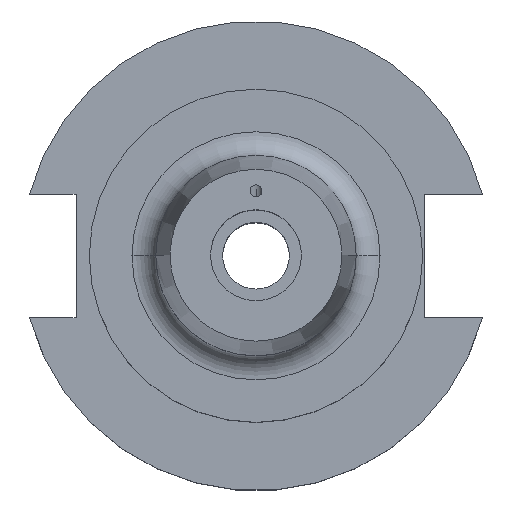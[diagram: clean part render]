
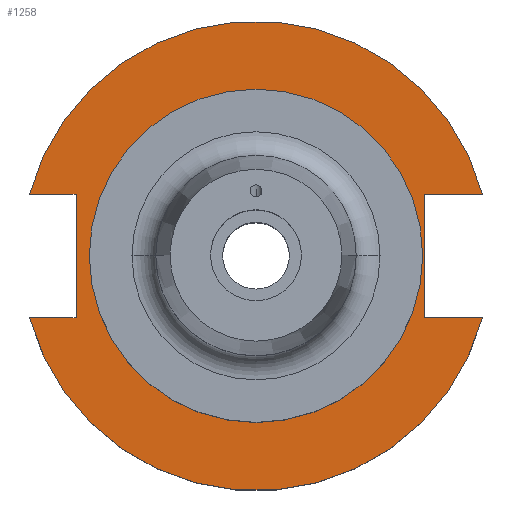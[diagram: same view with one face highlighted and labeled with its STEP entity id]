
A CAD part, top view. The second image highlights one B-rep face of the part: STEP entity #1258.
In plain terms, the highlighted planar face has unit normal (0, 0, 1).
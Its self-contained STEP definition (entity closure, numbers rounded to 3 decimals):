
#35 = DIRECTION ( 'NONE',  ( 1., 0., 0. ) ) ;
#41 = VERTEX_POINT ( 'NONE', #284 ) ;
#114 = AXIS2_PLACEMENT_3D ( 'NONE', #1106, #1751, #1431 ) ;
#115 = VECTOR ( 'NONE', #327, 1000. ) ;
#163 = CARTESIAN_POINT ( 'NONE',  ( -47.477, 12.954, 19.05 ) ) ;
#171 = CARTESIAN_POINT ( 'NONE',  ( -37.719, 12.954, 19.05 ) ) ;
#176 = CIRCLE ( 'NONE', #834, 49.212 ) ;
#215 = ORIENTED_EDGE ( 'NONE', *, *, #1731, .F. ) ;
#242 = ORIENTED_EDGE ( 'NONE', *, *, #830, .F. ) ;
#252 = EDGE_CURVE ( 'NONE', #1080, #721, #659, .T. ) ;
#284 = CARTESIAN_POINT ( 'NONE',  ( 35.306, -12.954, 19.05 ) ) ;
#291 = ORIENTED_EDGE ( 'NONE', *, *, #1683, .F. ) ;
#292 = DIRECTION ( 'NONE',  ( 0., 0., 1. ) ) ;
#317 = PLANE ( 'NONE',  #114 ) ;
#327 = DIRECTION ( 'NONE',  ( 0., 1., 0. ) ) ;
#337 = DIRECTION ( 'NONE',  ( 0., 0., 1. ) ) ;
#352 = LINE ( 'NONE', #353, #2056 ) ;
#353 = CARTESIAN_POINT ( 'NONE',  ( 35.306, 12.954, 19.05 ) ) ;
#390 = EDGE_CURVE ( 'NONE', #543, #41, #638, .T. ) ;
#426 = CARTESIAN_POINT ( 'NONE',  ( 47.477, 12.954, 19.05 ) ) ;
#534 = LINE ( 'NONE', #171, #115 ) ;
#543 = VERTEX_POINT ( 'NONE', #769 ) ;
#563 = EDGE_LOOP ( 'NONE', ( #1286, #951 ) ) ;
#568 = CARTESIAN_POINT ( 'NONE',  ( 0., 0., 19.05 ) ) ;
#569 = DIRECTION ( 'NONE',  ( 0., -1., 0. ) ) ;
#570 = LINE ( 'NONE', #1867, #954 ) ;
#600 = AXIS2_PLACEMENT_3D ( 'NONE', #1287, #337, #1451 ) ;
#604 = CARTESIAN_POINT ( 'NONE',  ( -37.719, 12.954, 19.05 ) ) ;
#638 = LINE ( 'NONE', #1360, #792 ) ;
#655 = AXIS2_PLACEMENT_3D ( 'NONE', #568, #1697, #735 ) ;
#659 = CIRCLE ( 'NONE', #695, 34.925 ) ;
#675 = EDGE_CURVE ( 'NONE', #721, #1080, #1054, .T. ) ;
#695 = AXIS2_PLACEMENT_3D ( 'NONE', #783, #1280, #1119 ) ;
#703 = VECTOR ( 'NONE', #989, 1000. ) ;
#719 = EDGE_CURVE ( 'NONE', #1354, #1266, #176, .T. ) ;
#721 = VERTEX_POINT ( 'NONE', #766 ) ;
#735 = DIRECTION ( 'NONE',  ( 1., 0., 0. ) ) ;
#766 = CARTESIAN_POINT ( 'NONE',  ( -34.925, 0., 19.05 ) ) ;
#769 = CARTESIAN_POINT ( 'NONE',  ( 35.306, 12.954, 19.05 ) ) ;
#783 = CARTESIAN_POINT ( 'NONE',  ( 0., 0., 19.05 ) ) ;
#792 = VECTOR ( 'NONE', #569, 1000. ) ;
#830 = EDGE_CURVE ( 'NONE', #1038, #1184, #534, .T. ) ;
#834 = AXIS2_PLACEMENT_3D ( 'NONE', #1241, #292, #1403 ) ;
#842 = FACE_OUTER_BOUND ( 'NONE', #1348, .T. ) ;
#861 = ORIENTED_EDGE ( 'NONE', *, *, #719, .T. ) ;
#925 = LINE ( 'NONE', #1124, #1242 ) ;
#933 = ORIENTED_EDGE ( 'NONE', *, *, #390, .F. ) ;
#951 = ORIENTED_EDGE ( 'NONE', *, *, #675, .F. ) ;
#954 = VECTOR ( 'NONE', #1556, 1000. ) ;
#989 = DIRECTION ( 'NONE',  ( -1., 0., 0. ) ) ;
#1018 = LINE ( 'NONE', #1962, #703 ) ;
#1038 = VERTEX_POINT ( 'NONE', #1838 ) ;
#1054 = CIRCLE ( 'NONE', #600, 34.925 ) ;
#1080 = VERTEX_POINT ( 'NONE', #1844 ) ;
#1088 = EDGE_CURVE ( 'NONE', #2018, #1812, #1499, .T. ) ;
#1106 = CARTESIAN_POINT ( 'NONE',  ( 0., 49.212, 19.05 ) ) ;
#1114 = ORIENTED_EDGE ( 'NONE', *, *, #1384, .F. ) ;
#1119 = DIRECTION ( 'NONE',  ( 1., 0., 0. ) ) ;
#1124 = CARTESIAN_POINT ( 'NONE',  ( -63.719, -12.954, 19.05 ) ) ;
#1162 = CARTESIAN_POINT ( 'NONE',  ( 47.477, -12.954, 19.05 ) ) ;
#1184 = VERTEX_POINT ( 'NONE', #604 ) ;
#1190 = FACE_BOUND ( 'NONE', #563, .T. ) ;
#1241 = CARTESIAN_POINT ( 'NONE',  ( 0., 0., 19.05 ) ) ;
#1242 = VECTOR ( 'NONE', #35, 1000. ) ;
#1258 = ADVANCED_FACE ( 'NONE', ( #1190, #842 ), #317, .T. ) ;
#1266 = VERTEX_POINT ( 'NONE', #163 ) ;
#1280 = DIRECTION ( 'NONE',  ( 0., 0., 1. ) ) ;
#1286 = ORIENTED_EDGE ( 'NONE', *, *, #252, .F. ) ;
#1287 = CARTESIAN_POINT ( 'NONE',  ( 0., 0., 19.05 ) ) ;
#1348 = EDGE_LOOP ( 'NONE', ( #2011, #1114, #933, #215, #861, #1783, #242, #291 ) ) ;
#1354 = VERTEX_POINT ( 'NONE', #426 ) ;
#1360 = CARTESIAN_POINT ( 'NONE',  ( 35.306, 12.954, 19.05 ) ) ;
#1384 = EDGE_CURVE ( 'NONE', #41, #1812, #570, .T. ) ;
#1403 = DIRECTION ( 'NONE',  ( 1., 0., 0. ) ) ;
#1431 = DIRECTION ( 'NONE',  ( 1., 0., 0. ) ) ;
#1451 = DIRECTION ( 'NONE',  ( 1., 0., 0. ) ) ;
#1469 = DIRECTION ( 'NONE',  ( -1., 0., 0. ) ) ;
#1499 = CIRCLE ( 'NONE', #655, 49.212 ) ;
#1556 = DIRECTION ( 'NONE',  ( 1., 0., 0. ) ) ;
#1586 = EDGE_CURVE ( 'NONE', #1184, #1266, #1018, .T. ) ;
#1683 = EDGE_CURVE ( 'NONE', #2018, #1038, #925, .T. ) ;
#1697 = DIRECTION ( 'NONE',  ( 0., 0., 1. ) ) ;
#1731 = EDGE_CURVE ( 'NONE', #1354, #543, #352, .T. ) ;
#1751 = DIRECTION ( 'NONE',  ( 0., 0., 1. ) ) ;
#1783 = ORIENTED_EDGE ( 'NONE', *, *, #1586, .F. ) ;
#1812 = VERTEX_POINT ( 'NONE', #1162 ) ;
#1838 = CARTESIAN_POINT ( 'NONE',  ( -37.719, -12.954, 19.05 ) ) ;
#1844 = CARTESIAN_POINT ( 'NONE',  ( 34.925, 0., 19.05 ) ) ;
#1867 = CARTESIAN_POINT ( 'NONE',  ( 35.306, -12.954, 19.05 ) ) ;
#1962 = CARTESIAN_POINT ( 'NONE',  ( -63.719, 12.954, 19.05 ) ) ;
#2000 = CARTESIAN_POINT ( 'NONE',  ( -47.477, -12.954, 19.05 ) ) ;
#2011 = ORIENTED_EDGE ( 'NONE', *, *, #1088, .T. ) ;
#2018 = VERTEX_POINT ( 'NONE', #2000 ) ;
#2056 = VECTOR ( 'NONE', #1469, 1000. ) ;
